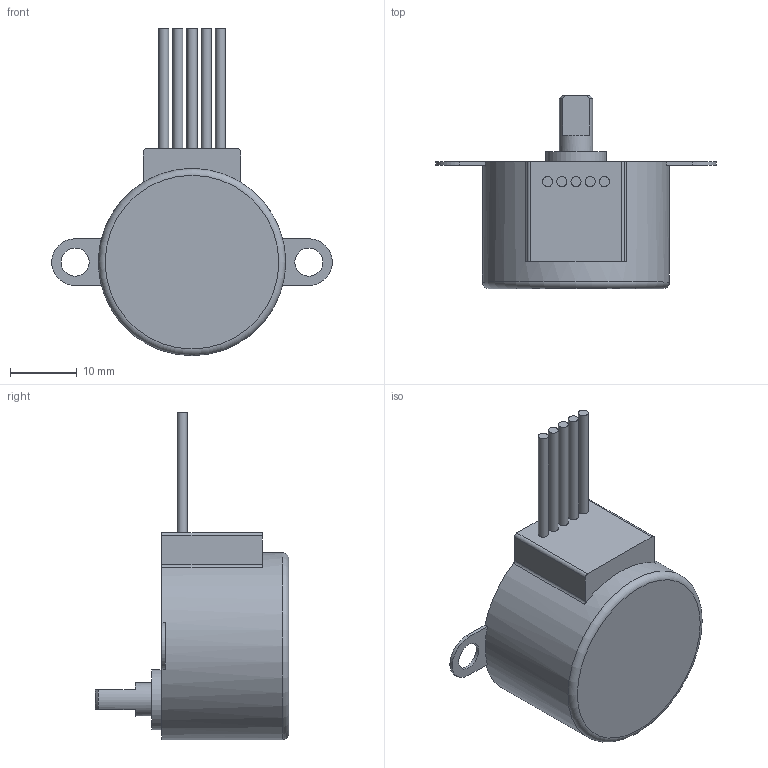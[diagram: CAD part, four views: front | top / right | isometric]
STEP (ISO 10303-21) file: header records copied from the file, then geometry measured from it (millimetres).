
FILE_DESCRIPTION(/* description */ (''),/* implementation_level */ '2;1');
FILE_NAME(/* name */ 'MOTOR MODEL 28BYJ-48 5V v4.step',/* time_stamp */ '2021-05-29T16:03:29-03:00',/* author */ (''),/* organization */ (''),/* preprocessor_version */ 'ST-DEVELOPER v18.1',/* originating_system */ 'Autodesk Translation Framework v10.9.0.1377',/* authorisation */ '');
FILE_SCHEMA (('AUTOMOTIVE_DESIGN { 1 0 10303 214 3 1 1 }'));
Length unit declared in the file: millimetre
Products named in the file (1): MOTOR MODEL 28BYJ-48 5V
Bounding box: 42 x 29 x 49 mm (x, y, z)
Volume: 12894.3 mm3; surface area: 3843.6 mm2
Topology: 1 solids, 1 shells, 51 faces, 123 edges, 82 vertices
Faces by surface type: plane 29, cylinder 19, cone 2, torus 1
Full cylindrical faces by diameter (mm): 1.5 x5, 4.2 x2, 5 x1, 9 x1, 28 x1
Entity records: 1632 total; most frequent: DIRECTION 276, CARTESIAN_POINT 265, ORIENTED_EDGE 246, EDGE_CURVE 123, AXIS2_PLACEMENT_3D 105, VERTEX_POINT 82, LINE 66, VECTOR 66
